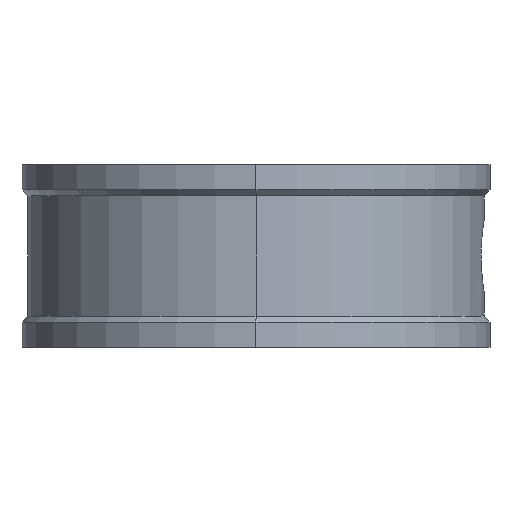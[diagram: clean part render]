
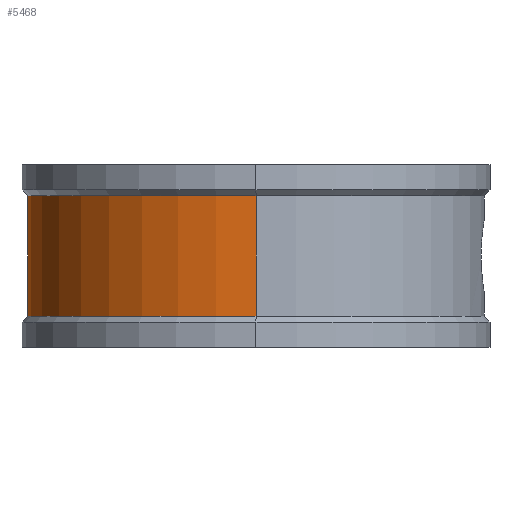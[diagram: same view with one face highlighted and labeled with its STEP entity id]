
A CAD part, left-side view. The second image highlights one B-rep face of the part: STEP entity #5468.
In plain terms, the highlighted cylindrical face has radius 46.038 mm (diameter 92.075 mm), a partial arc.
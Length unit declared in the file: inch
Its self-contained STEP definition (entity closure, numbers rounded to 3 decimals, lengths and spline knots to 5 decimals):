
#287 = EDGE_CURVE ( 'NONE', #6616, #6100, #1259, .T. ) ;
#308 = AXIS2_PLACEMENT_3D ( 'NONE', #2778, #6697, #5914 ) ;
#457 = FACE_OUTER_BOUND ( 'NONE', #1906, .T. ) ;
#734 = ORIENTED_EDGE ( 'NONE', *, *, #287, .T. ) ;
#1135 = AXIS2_PLACEMENT_3D ( 'NONE', #6762, #1791, #2531 ) ;
#1142 = VECTOR ( 'NONE', #5569, 39.37008 ) ;
#1151 = CIRCLE ( 'NONE', #1135, 1.8125 ) ;
#1247 = DIRECTION ( 'NONE',  ( -1., 0., 0. ) ) ;
#1259 = CIRCLE ( 'NONE', #308, 1.8125 ) ;
#1484 = LINE ( 'NONE', #6907, #1672 ) ;
#1495 = DIRECTION ( 'NONE',  ( 0., 0., -1. ) ) ;
#1556 = ORIENTED_EDGE ( 'NONE', *, *, #5305, .T. ) ;
#1672 = VECTOR ( 'NONE', #5093, 39.37008 ) ;
#1693 = VERTEX_POINT ( 'NONE', #6427 ) ;
#1791 = DIRECTION ( 'NONE',  ( 0., 0., -1. ) ) ;
#1906 = EDGE_LOOP ( 'NONE', ( #734, #1556, #6768, #4802 ) ) ;
#2110 = CARTESIAN_POINT ( 'NONE',  ( 3.725, 1.9125, -0.0475 ) ) ;
#2393 = VERTEX_POINT ( 'NONE', #5367 ) ;
#2531 = DIRECTION ( 'NONE',  ( -1., 0., 0. ) ) ;
#2778 = CARTESIAN_POINT ( 'NONE',  ( 1.9125, 1.9125, -0.0475 ) ) ;
#3543 = EDGE_CURVE ( 'NONE', #6616, #1693, #1484, .T. ) ;
#4237 = LINE ( 'NONE', #5077, #1142 ) ;
#4498 = EDGE_CURVE ( 'NONE', #1693, #2393, #1151, .T. ) ;
#4673 = CYLINDRICAL_SURFACE ( 'NONE', #7083, 1.8125 ) ;
#4802 = ORIENTED_EDGE ( 'NONE', *, *, #3543, .F. ) ;
#5077 = CARTESIAN_POINT ( 'NONE',  ( 3.725, 1.9125, -1.25 ) ) ;
#5093 = DIRECTION ( 'NONE',  ( 0., 0., -1. ) ) ;
#5305 = EDGE_CURVE ( 'NONE', #6100, #2393, #4237, .T. ) ;
#5367 = CARTESIAN_POINT ( 'NONE',  ( 3.725, 1.9125, -1.0025 ) ) ;
#5468 = ADVANCED_FACE ( 'NONE', ( #457 ), #4673, .T. ) ;
#5569 = DIRECTION ( 'NONE',  ( 0., 0., -1. ) ) ;
#5643 = CARTESIAN_POINT ( 'NONE',  ( 1.9125, 1.9125, -1.25 ) ) ;
#5914 = DIRECTION ( 'NONE',  ( -1., 0., 0. ) ) ;
#6100 = VERTEX_POINT ( 'NONE', #2110 ) ;
#6427 = CARTESIAN_POINT ( 'NONE',  ( 0.1, 1.9125, -1.0025 ) ) ;
#6441 = CARTESIAN_POINT ( 'NONE',  ( 0.1, 1.9125, -0.0475 ) ) ;
#6616 = VERTEX_POINT ( 'NONE', #6441 ) ;
#6697 = DIRECTION ( 'NONE',  ( 0., 0., -1. ) ) ;
#6762 = CARTESIAN_POINT ( 'NONE',  ( 1.9125, 1.9125, -1.0025 ) ) ;
#6768 = ORIENTED_EDGE ( 'NONE', *, *, #4498, .F. ) ;
#6907 = CARTESIAN_POINT ( 'NONE',  ( 0.1, 1.9125, -1.25 ) ) ;
#7083 = AXIS2_PLACEMENT_3D ( 'NONE', #5643, #1495, #1247 ) ;
